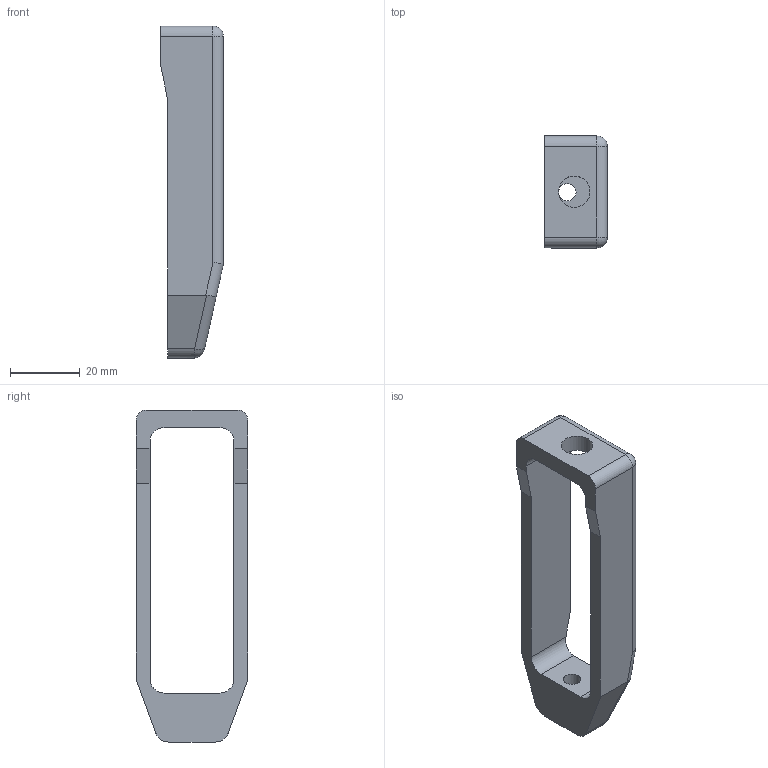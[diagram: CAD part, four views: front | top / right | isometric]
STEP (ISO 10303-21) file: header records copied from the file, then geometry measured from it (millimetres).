
FILE_DESCRIPTION(('STEP AP203'),'1');
FILE_NAME('Box Alu.stp','2023-04-03T13:56:25',(' '),(' '),'Spatial InterOp 3D',' ',' ');
FILE_SCHEMA(('CONFIG_CONTROL_DESIGN'));
Length unit declared in the file: millimetre
Products named in the file (1): 1
Bounding box: 18 x 32 x 95 mm (x, y, z)
Volume: 15566.9 mm3; surface area: 8874.8 mm2
Topology: 1 solids, 1 shells, 38 faces, 106 edges, 66 vertices
Faces by surface type: cylinder 18, plane 16, bspline 2, sphere 2
Full cylindrical faces by diameter (mm): 5 x1, 9 x1
Entity records: 1330 total; most frequent: CARTESIAN_POINT 309, DIRECTION 210, ORIENTED_EDGE 200, EDGE_CURVE 100, AXIS2_PLACEMENT_3D 73, VERTEX_POINT 64, LINE 64, VECTOR 64
